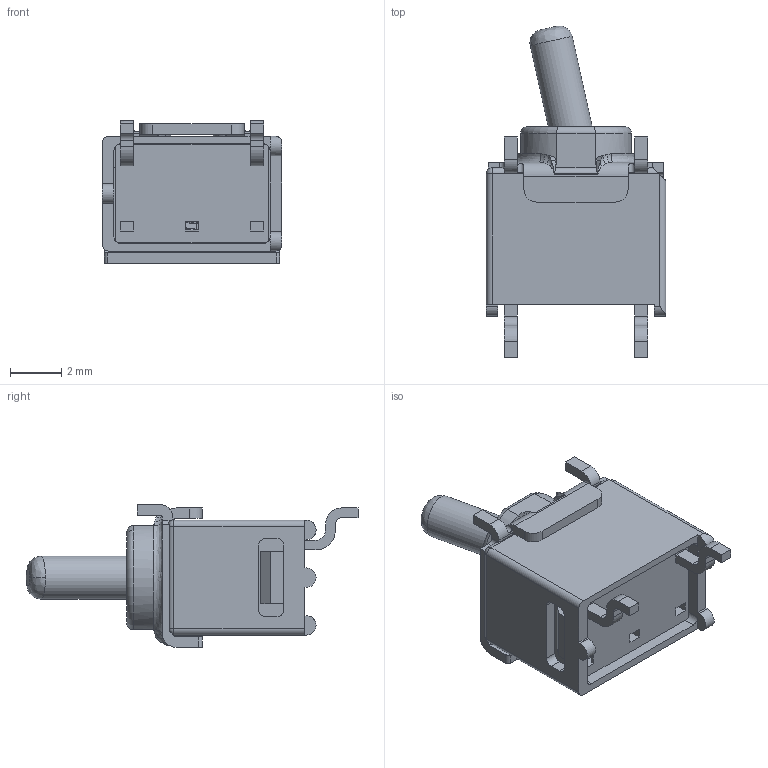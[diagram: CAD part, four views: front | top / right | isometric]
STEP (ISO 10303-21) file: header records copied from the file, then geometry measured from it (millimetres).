
FILE_DESCRIPTION(/* description */ ('STEP AP214'),/* implementation_level */ '2;1');
FILE_NAME(/* name */ 'GT12MSABE',/* time_stamp */ '2023-03-02T19:03:00+01:00',/* author */ ('License CC BY-ND 4.0'),/* organization */ ('CADENAS'),/* preprocessor_version */ 'ST-DEVELOPER v18.102',/* originating_system */ 'PARTsolutions',/* authorisation */ ' ');
FILE_SCHEMA (('AUTOMOTIVE_DESIGN {1 0 10303 214 3 1 1}'));
Length unit declared in the file: inch
Products named in the file (3): GT12MSABE; GT12MSABE_PART2; GT12MSABE_PART1
Assembly tree (2 placements, depth 2):
  GT12MSABE
    GT12MSABE_PART2
    GT12MSABE_PART1
Bounding box: 7.01 x 12.96 x 5.56 mm (x, y, z)
Volume: 134.8 mm3; surface area: 529.1 mm2
Topology: 2 solids, 2 shells, 447 faces, 1254 edges, 810 vertices
Faces by surface type: plane 279, cylinder 93, bspline 66, torus 4, cone 3, sphere 2
Full cylindrical faces by diameter (mm): 0.61 x5, 0.711 x1, 1.219 x1, 1.676 x1, 2.337 x1, 2.743 x1, 2.845 x1
Entity records: 18682 total; most frequent: CARTESIAN_POINT 7669, ORIENTED_EDGE 2454, DIRECTION 2016, EDGE_CURVE 1227, VERTEX_POINT 798, LINE 752, VECTOR 752, AXIS2_PLACEMENT_3D 632
